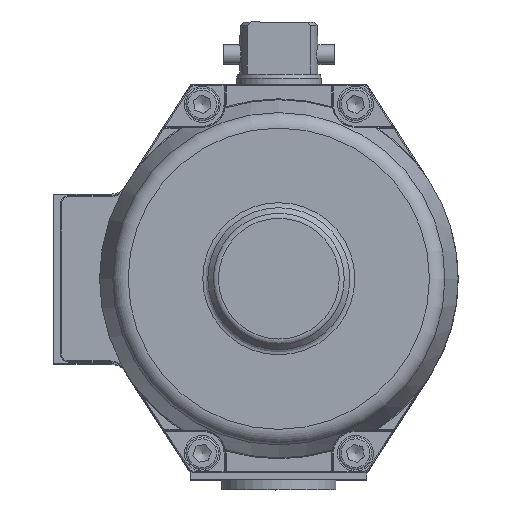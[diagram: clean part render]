
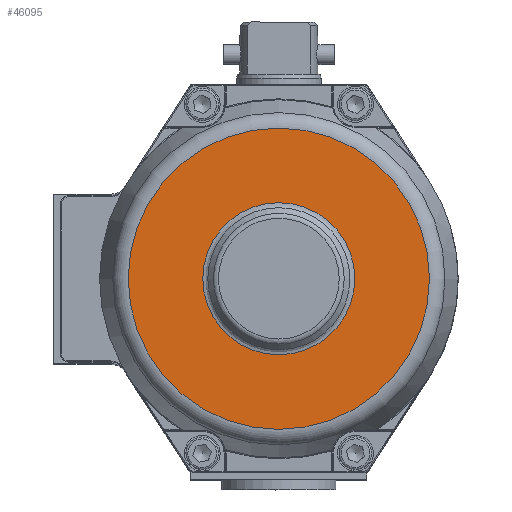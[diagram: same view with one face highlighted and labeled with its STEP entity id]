
A CAD part, top view. The second image highlights one B-rep face of the part: STEP entity #46095.
In plain terms, the highlighted planar face has unit normal (0, 0, 1).
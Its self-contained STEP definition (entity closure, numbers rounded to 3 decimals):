
#46064=CARTESIAN_POINT('',(-23.319,0.,16.));
#46065=VERTEX_POINT('',#46064);
#46066=CARTESIAN_POINT('',(0.,0.0,16.));
#46067=DIRECTION('',(0.0,0.0,1.0));
#46068=DIRECTION('',(1.0,0.0,0.0));
#46069=AXIS2_PLACEMENT_3D('',#46066,#46067,#46068);
#46070=CIRCLE('',#46069,23.319);
#46071=EDGE_CURVE('',#46065,#46065,#46070,.T.);
#46076=CARTESIAN_POINT('',(-36.118,0.0,16.));
#46077=DIRECTION('',(0.0,0.0,1.0));
#46078=DIRECTION('',(1.0,0.0,0.0));
#46079=AXIS2_PLACEMENT_3D('',#46076,#46077,#46078);
#46080=PLANE('',#46079);
#46081=CARTESIAN_POINT('',(-46.207,0.0,16.0));
#46082=VERTEX_POINT('',#46081);
#46083=CARTESIAN_POINT('',(0.,0.0,16.));
#46084=DIRECTION('',(0.0,0.0,-1.0));
#46085=DIRECTION('',(1.0,0.0,0.0));
#46086=AXIS2_PLACEMENT_3D('',#46083,#46084,#46085);
#46087=CIRCLE('',#46086,46.207);
#46088=EDGE_CURVE('',#46082,#46082,#46087,.T.);
#46089=ORIENTED_EDGE('',*,*,#46088,.F.);
#46090=EDGE_LOOP('',(#46089));
#46091=FACE_OUTER_BOUND('',#46090,.T.);
#46092=ORIENTED_EDGE('',*,*,#46071,.F.);
#46093=EDGE_LOOP('',(#46092));
#46094=FACE_BOUND('',#46093,.T.);
#46095=ADVANCED_FACE('',(#46091,#46094),#46080,.T.);
